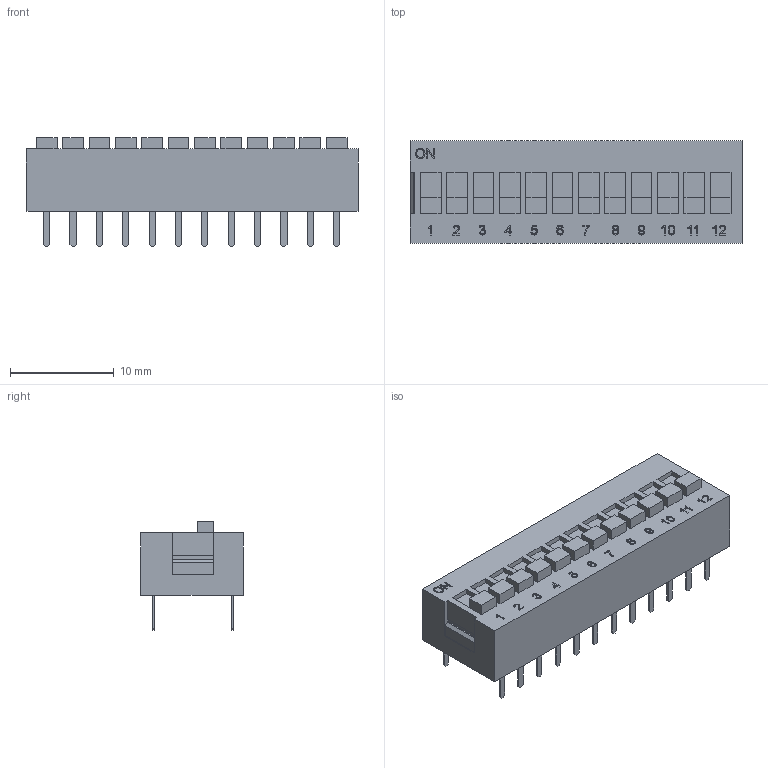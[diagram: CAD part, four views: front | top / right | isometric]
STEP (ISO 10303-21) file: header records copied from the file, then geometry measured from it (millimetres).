
FILE_DESCRIPTION(('FreeCAD Model'),'2;1');
FILE_NAME('DS_12.stp', '2015-04-18T14:41:45',('FreeCAD'),('FreeCAD'), 'Open CASCADE STEP processor 6.7','FreeCAD','Unknown');
FILE_SCHEMA(('AUTOMOTIVE_DESIGN_CC2 { 1 2 10303 214 -1 1 5 4 }'));
Length unit declared in the file: millimetre
Products named in the file (4): Pocket003; Array001; Fusion; Array
Bounding box: 32 x 9.9 x 10.5 mm (x, y, z)
Volume: 1886.8 mm3; surface area: 1569.7 mm2
Topology: 54 solids, 54 shells, 687 faces, 1696 edges, 1130 vertices
Faces by surface type: plane 454, extrusion 233
Entity records: 43407 total; most frequent: CARTESIAN_POINT 9238, DIRECTION 5297, VECTOR 4387, LINE 4154, ORIENTED_EDGE 3392, PCURVE 3392, DEFINITIONAL_REPRESENTATION 3392, EDGE_CURVE 1696
